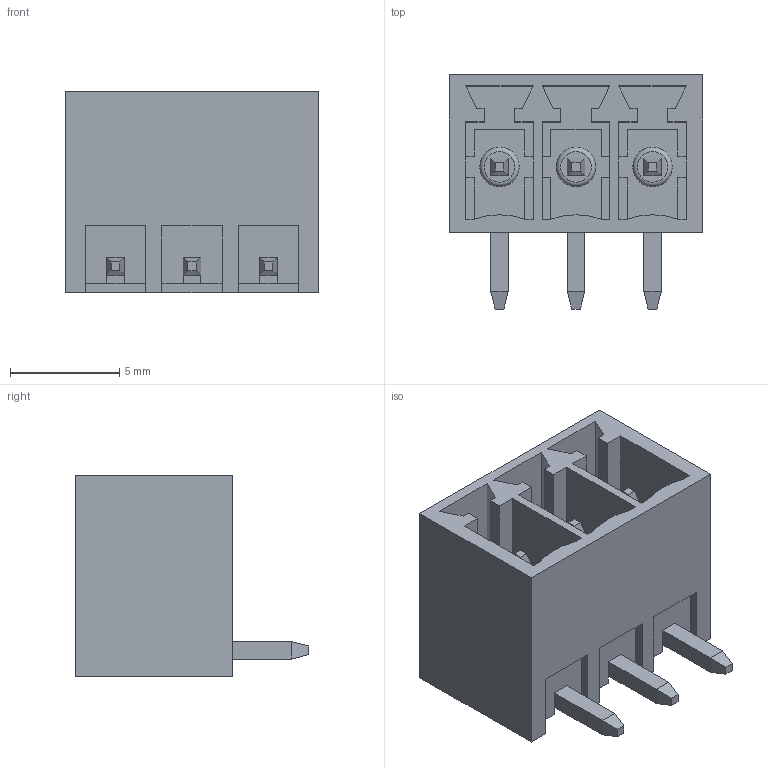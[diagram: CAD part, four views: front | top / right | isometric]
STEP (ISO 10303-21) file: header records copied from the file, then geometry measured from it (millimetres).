
FILE_DESCRIPTION( ( 'Unknown' ), '1' );
FILE_NAME( '691322110003.stp', 'Unknown', ( 'Unknown' ), ( 'Unknown' ), 'PSStep 14.0', 'Unknown', ' ' );
FILE_SCHEMA( ( 'AUTOMOTIVE_DESIGN { 1 0 10303 214 1 1 1 1 }' ) );
Length unit declared in the file: millimetre
Products named in the file (3): Assem1; 6913221100xx_PIN; 691325110003
Assembly tree (4 placements, depth 2):
  Assem1
    6913221100xx_PIN  x3
    691325110003
Bounding box: 11.6 x 10.7 x 9.2 mm (x, y, z)
Volume: 390.2 mm3; surface area: 1234.2 mm2
Topology: 4 solids, 4 shells, 180 faces, 477 edges, 308 vertices
Faces by surface type: plane 168, cylinder 9, torus 3
Full cylindrical faces by diameter (mm): 1.8 x3
Entity records: 5745 total; most frequent: CARTESIAN_POINT 806, ORIENTED_EDGE 788, DIRECTION 713, EDGE_CURVE 394, LINE 377, VECTOR 377, VERTEX_POINT 261, AXIS2_PLACEMENT_3D 168
